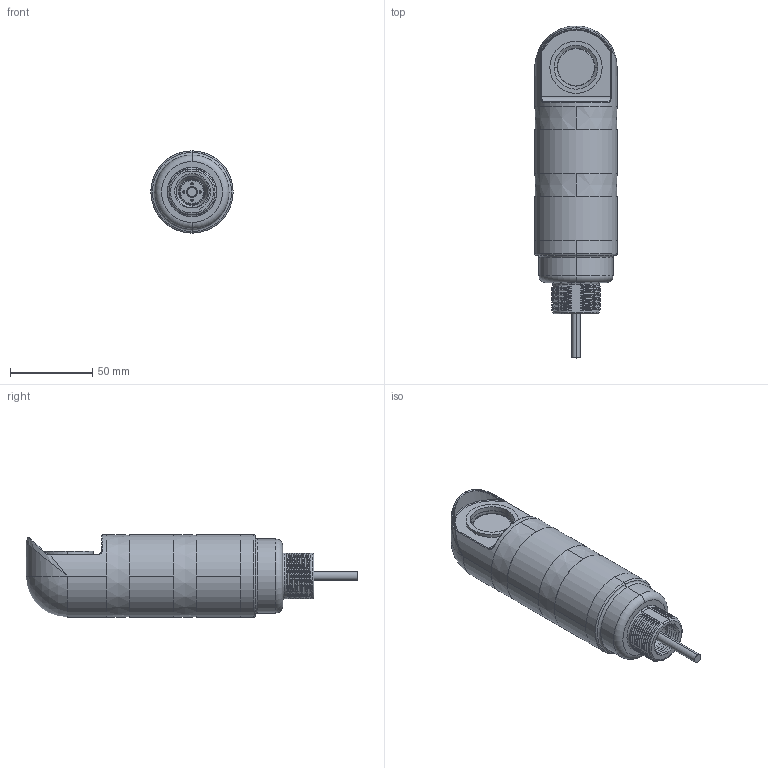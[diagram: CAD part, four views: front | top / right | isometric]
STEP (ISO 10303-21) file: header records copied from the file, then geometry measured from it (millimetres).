
FILE_DESCRIPTION((''),'2;1');
FILE_NAME('154242_SW','2010-09-09T',('banengservice'),('BANNER ENGINEERING'),'PRO/ENGINEER BY PARAMETRIC TECHNOLOGY CORPORATION, 2009141','PRO/ENGINEER BY PARAMETRIC TECHNOLOGY CORPORATION, 2009141','');
FILE_SCHEMA(('CONFIG_CONTROL_DESIGN'));
Products named in the file (1): 154242_SW
Bounding box: 50 x 201.6 x 50 mm (x, y, z)
Volume: 61906.2 mm3; surface area: 82645.3 mm2
Topology: 5 solids, 7 shells, 1175 faces, 3178 edges, 2054 vertices
Faces by surface type: plane 474, bspline 291, cylinder 270, cone 80, torus 56, sphere 4
Entity records: 86317 total; most frequent: CARTESIAN_POINT 59081, ORIENTED_EDGE 6352, DIRECTION 4648, EDGE_CURVE 3176, VERTEX_POINT 2054, AXIS2_PLACEMENT_3D 1657, VECTOR 1334, LINE 1334
